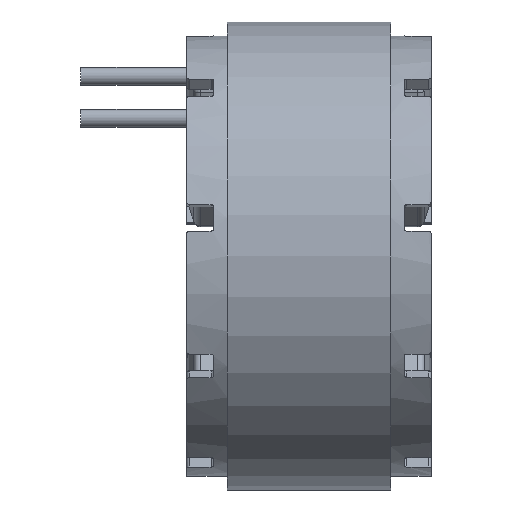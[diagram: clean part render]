
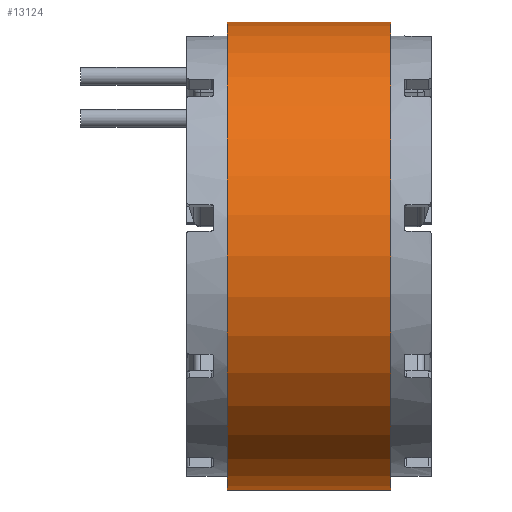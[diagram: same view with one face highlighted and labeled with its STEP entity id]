
A CAD part, front view. The second image highlights one B-rep face of the part: STEP entity #13124.
In plain terms, the highlighted cylindrical face has radius 26.05 mm (diameter 52.1 mm), a full revolution.
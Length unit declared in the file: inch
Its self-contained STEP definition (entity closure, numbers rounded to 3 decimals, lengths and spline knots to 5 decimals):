
#749=CYLINDRICAL_SURFACE('',#14594,1.02559);
#1486=LINE('',#24511,#2331);
#2331=VECTOR('',#18038,1.02559);
#3162=FACE_OUTER_BOUND('',#3928,.T.);
#3928=EDGE_LOOP('',(#10727,#10728,#10729,#10730));
#4818=CIRCLE('',#14590,1.02559);
#4821=CIRCLE('',#14595,1.02559);
#5896=VERTEX_POINT('',#24501);
#5899=VERTEX_POINT('',#24509);
#7634=EDGE_CURVE('',#5896,#5896,#4818,.T.);
#7637=EDGE_CURVE('',#5899,#5899,#4821,.T.);
#7638=EDGE_CURVE('',#5899,#5896,#1486,.T.);
#10727=ORIENTED_EDGE('',*,*,#7637,.F.);
#10728=ORIENTED_EDGE('',*,*,#7638,.T.);
#10729=ORIENTED_EDGE('',*,*,#7634,.F.);
#10730=ORIENTED_EDGE('',*,*,#7638,.F.);
#13124=ADVANCED_FACE('',(#3162),#749,.T.);
#14590=AXIS2_PLACEMENT_3D('',#24502,#18026,#18027);
#14594=AXIS2_PLACEMENT_3D('',#24508,#18034,#18035);
#14595=AXIS2_PLACEMENT_3D('',#24510,#18036,#18037);
#18026=DIRECTION('center_axis',(-1.,0.,0.));
#18027=DIRECTION('ref_axis',(0.,-0.866,-0.5));
#18034=DIRECTION('center_axis',(1.,0.,0.));
#18035=DIRECTION('ref_axis',(0.,-1.,0.));
#18036=DIRECTION('center_axis',(1.,0.,0.));
#18037=DIRECTION('ref_axis',(0.,-0.866,-0.5));
#18038=DIRECTION('',(-1.,0.,0.));
#24501=CARTESIAN_POINT('',(0.,1.02559,0.));
#24502=CARTESIAN_POINT('Origin',(0.,0.,0.));
#24508=CARTESIAN_POINT('Origin',(0.,0.,0.));
#24509=CARTESIAN_POINT('',(0.71654,1.02559,0.));
#24510=CARTESIAN_POINT('Origin',(0.71654,0.,0.));
#24511=CARTESIAN_POINT('',(0.,1.02559,0.));
